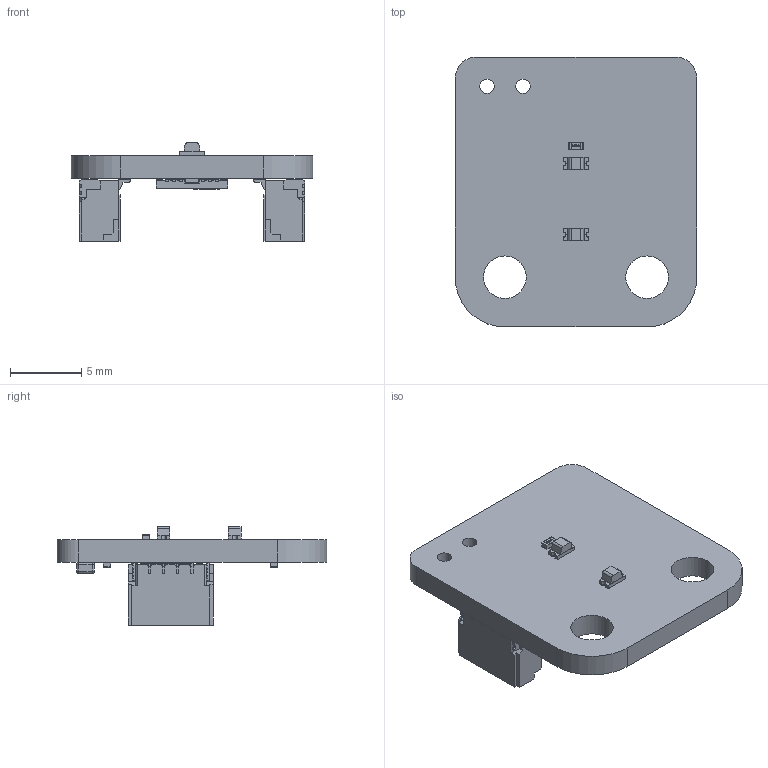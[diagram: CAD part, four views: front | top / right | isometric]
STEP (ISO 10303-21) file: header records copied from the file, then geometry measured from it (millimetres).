
FILE_DESCRIPTION(('Open CASCADE Model'),'2;1');
FILE_NAME('Open CASCADE Shape Model','2025-04-15T11:29:46',('Author'),( 'Open CASCADE'),'Open CASCADE STEP processor 7.5','Open CASCADE 7.5' ,'Unknown');
FILE_SCHEMA(('AUTOMOTIVE_DESIGN { 1 0 10303 214 1 1 1 1 }'));
Length unit declared in the file: millimetre
Products named in the file (37): PCB; Board; Open CASCADE STEP translator 7.5 4.1.1; LIGHT; User Library-LTST-C190TBKT; User Library-LTST-C190TBKT_Pad; User Library-LTST-C190TBKT_Pad005; User Library-LTST-C190TBKT_Pad001; User Library-LTST-C190TBKT_Pad004; User Library-LTST-C190TBKT_Pad003; User Library-LTST-C190TBKT_Lens; R5; User Library-R SMD 0402; User Library-R SMD 0402_0402 BODY; User Library-R SMD 0402_0402 PAD; User Library-R SMD 0402_0402 OPIS; U; DUELink-U-Connector-BM04B-SRSS-TB; D; DUELink-Connector-BM04B-SRSS-TB; STAT; 0603 LED Green; Solid1; Solid4; R4; C2; 0805 SMD Capacitor; C1; C0402; Free-Models; STM32-QFN32
Assembly tree (38 placements, depth 4):
  PCB
    Board
      Open CASCADE STEP translator 7.5 4.1.1
    LIGHT
      User Library-LTST-C190TBKT
        User Library-LTST-C190TBKT_Pad
        User Library-LTST-C190TBKT_Pad005
        User Library-LTST-C190TBKT_Pad001
        User Library-LTST-C190TBKT_Pad004
        User Library-LTST-C190TBKT_Pad003
        User Library-LTST-C190TBKT_Lens
    R5
      User Library-R SMD 0402
        User Library-R SMD 0402_0402 BODY
        User Library-R SMD 0402_0402 PAD  x2
        User Library-R SMD 0402_0402 OPIS
    U
      DUELink-U-Connector-BM04B-SRSS-TB
    D
      DUELink-Connector-BM04B-SRSS-TB
    STAT
      0603 LED Green
        Solid1
        Solid4
        Solid1
        Solid1
        Solid4
        Solid1
        Solid1
        Solid1
    R4
      User Library-R SMD 0402
        User Library-R SMD 0402_0402 BODY
        User Library-R SMD 0402_0402 PAD  x2
        User Library-R SMD 0402_0402 OPIS
    C2
      0805 SMD Capacitor
    C1
      C0402
    Free-Models
      STM32-QFN32
Bounding box: 17 x 19 x 6.92 mm (x, y, z)
Volume: 572.2 mm3; surface area: 1304.8 mm2
Topology: 91 solids, 91 shells, 1417 faces, 4900 edges, 5116 vertices
Faces by surface type: plane 1070, cylinder 218, bspline 113, sphere 8, revolution 8
Full cylindrical faces by diameter (mm): 1.016 x2, 3 x2
Entity records: 59193 total; most frequent: CARTESIAN_POINT 15341, DIRECTION 7537, ORIENTED_EDGE 6418, LINE 3973, VECTOR 3973, EDGE_CURVE 3209, VERTEX_POINT 2090, AXIS2_PLACEMENT_3D 1778
